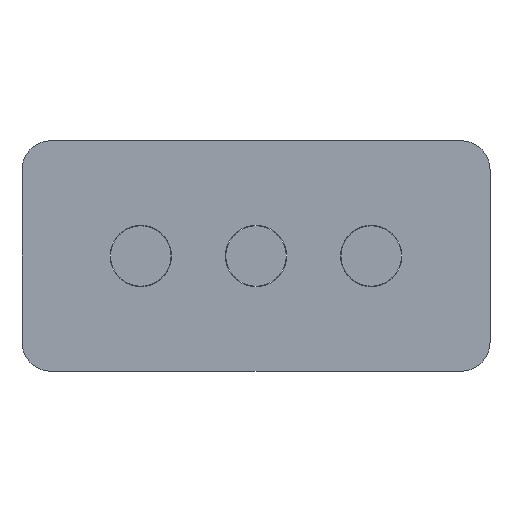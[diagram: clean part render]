
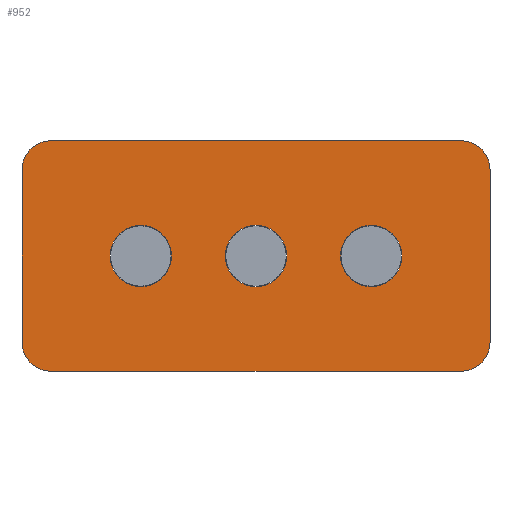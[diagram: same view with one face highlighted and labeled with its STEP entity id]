
A CAD part, left-side view. The second image highlights one B-rep face of the part: STEP entity #952.
In plain terms, the highlighted planar face has unit normal (-1, 0, 0).
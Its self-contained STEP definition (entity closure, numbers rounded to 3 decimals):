
#209=CARTESIAN_POINT('',(0.,-142.5,60.));
#210=DIRECTION('',(-1.,0.,0.));
#211=DIRECTION('',(0.,-1.,0.));
#212=AXIS2_PLACEMENT_3D('',#209,#210,#211);
#214=DIRECTION('',(0.,0.,-1.));
#215=VECTOR('',#214,120.);
#216=CARTESIAN_POINT('',(0.,-162.5,60.));
#217=LINE('',#216,#215);
#218=CARTESIAN_POINT('',(0.,-142.5,-60.));
#219=DIRECTION('',(-1.,0.,0.));
#220=DIRECTION('',(0.,0.,-1.));
#221=AXIS2_PLACEMENT_3D('',#218,#219,#220);
#223=DIRECTION('',(0.,1.,0.));
#224=VECTOR('',#223,285.);
#225=CARTESIAN_POINT('',(0.,-142.5,-80.));
#226=LINE('',#225,#224);
#227=CARTESIAN_POINT('',(0.,142.5,-60.));
#228=DIRECTION('',(-1.,0.,0.));
#229=DIRECTION('',(0.,1.,0.));
#230=AXIS2_PLACEMENT_3D('',#227,#228,#229);
#232=DIRECTION('',(0.,0.,1.));
#233=VECTOR('',#232,120.);
#234=CARTESIAN_POINT('',(0.,162.5,-60.));
#235=LINE('',#234,#233);
#236=CARTESIAN_POINT('',(0.,142.5,60.));
#237=DIRECTION('',(-1.,0.,0.));
#238=DIRECTION('',(0.,0.,1.));
#239=AXIS2_PLACEMENT_3D('',#236,#237,#238);
#241=DIRECTION('',(0.,-1.,0.));
#242=VECTOR('',#241,285.);
#243=CARTESIAN_POINT('',(0.,142.5,80.));
#244=LINE('',#243,#242);
#245=CARTESIAN_POINT('',(0.,80.,0.));
#246=DIRECTION('',(1.,0.,0.));
#247=DIRECTION('',(0.,0.,-1.));
#248=AXIS2_PLACEMENT_3D('',#245,#246,#247);
#250=CARTESIAN_POINT('',(0.,80.,0.));
#251=DIRECTION('',(1.,0.,0.));
#252=DIRECTION('',(0.,0.,1.));
#253=AXIS2_PLACEMENT_3D('',#250,#251,#252);
#255=CARTESIAN_POINT('',(0.,-80.,0.));
#256=DIRECTION('',(1.,0.,0.));
#257=DIRECTION('',(0.,0.,-1.));
#258=AXIS2_PLACEMENT_3D('',#255,#256,#257);
#260=CARTESIAN_POINT('',(0.,-80.,0.));
#261=DIRECTION('',(1.,0.,0.));
#262=DIRECTION('',(0.,0.,1.));
#263=AXIS2_PLACEMENT_3D('',#260,#261,#262);
#265=CARTESIAN_POINT('',(0.,0.,0.));
#266=DIRECTION('',(1.,0.,0.));
#267=DIRECTION('',(0.,0.,-1.));
#268=AXIS2_PLACEMENT_3D('',#265,#266,#267);
#270=CARTESIAN_POINT('',(0.,0.,0.));
#271=DIRECTION('',(1.,0.,0.));
#272=DIRECTION('',(0.,0.,1.));
#273=AXIS2_PLACEMENT_3D('',#270,#271,#272);
#521=CARTESIAN_POINT('',(0.,162.5,-60.));
#522=CARTESIAN_POINT('',(0.,142.5,-80.));
#523=VERTEX_POINT('',#521);
#524=VERTEX_POINT('',#522);
#525=CARTESIAN_POINT('',(0.,142.5,80.));
#526=CARTESIAN_POINT('',(0.,162.5,60.));
#527=VERTEX_POINT('',#525);
#528=VERTEX_POINT('',#526);
#529=CARTESIAN_POINT('',(0.,-162.5,60.));
#530=CARTESIAN_POINT('',(0.,-142.5,80.));
#531=VERTEX_POINT('',#529);
#532=VERTEX_POINT('',#530);
#533=CARTESIAN_POINT('',(0.,-142.5,-80.));
#534=CARTESIAN_POINT('',(0.,-162.5,-60.));
#535=VERTEX_POINT('',#533);
#536=VERTEX_POINT('',#534);
#569=CARTESIAN_POINT('',(0.,80.,-21.25));
#570=CARTESIAN_POINT('',(0.,80.,21.25));
#571=VERTEX_POINT('',#569);
#572=VERTEX_POINT('',#570);
#573=CARTESIAN_POINT('',(0.,-80.,-21.25));
#574=CARTESIAN_POINT('',(0.,-80.,21.25));
#575=VERTEX_POINT('',#573);
#576=VERTEX_POINT('',#574);
#649=CARTESIAN_POINT('',(0.,0.,-21.25));
#650=CARTESIAN_POINT('',(0.,0.,21.25));
#651=VERTEX_POINT('',#649);
#652=VERTEX_POINT('',#650);
#912=CARTESIAN_POINT('',(0.,0.,0.));
#913=DIRECTION('',(1.,0.,0.));
#914=DIRECTION('',(0.,0.,-1.));
#915=AXIS2_PLACEMENT_3D('',#912,#913,#914);
#916=PLANE('',#915);
#918=ORIENTED_EDGE('',*,*,#917,.F.);
#920=ORIENTED_EDGE('',*,*,#919,.T.);
#922=ORIENTED_EDGE('',*,*,#921,.F.);
#924=ORIENTED_EDGE('',*,*,#923,.T.);
#926=ORIENTED_EDGE('',*,*,#925,.F.);
#928=ORIENTED_EDGE('',*,*,#927,.T.);
#930=ORIENTED_EDGE('',*,*,#929,.F.);
#932=ORIENTED_EDGE('',*,*,#931,.T.);
#933=EDGE_LOOP('',(#918,#920,#922,#924,#926,#928,#930,#932));
#934=FACE_OUTER_BOUND('',#933,.F.);
#935=ORIENTED_EDGE('',*,*,#902,.F.);
#937=ORIENTED_EDGE('',*,*,#936,.F.);
#938=EDGE_LOOP('',(#935,#937));
#939=FACE_BOUND('',#938,.F.);
#941=ORIENTED_EDGE('',*,*,#940,.F.);
#943=ORIENTED_EDGE('',*,*,#942,.F.);
#944=EDGE_LOOP('',(#941,#943));
#945=FACE_BOUND('',#944,.F.);
#947=ORIENTED_EDGE('',*,*,#946,.F.);
#949=ORIENTED_EDGE('',*,*,#948,.F.);
#950=EDGE_LOOP('',(#947,#949));
#951=FACE_BOUND('',#950,.F.);
#952=ADVANCED_FACE('',(#934,#939,#945,#951),#916,.F.);
#213=CIRCLE('',#212,20.);
#222=CIRCLE('',#221,20.);
#231=CIRCLE('',#230,20.);
#240=CIRCLE('',#239,20.);
#249=CIRCLE('',#248,21.25);
#254=CIRCLE('',#253,21.25);
#259=CIRCLE('',#258,21.25);
#264=CIRCLE('',#263,21.25);
#269=CIRCLE('',#268,21.25);
#274=CIRCLE('',#273,21.25);
#902=EDGE_CURVE('',#571,#572,#249,.T.);
#917=EDGE_CURVE('',#531,#532,#213,.T.);
#919=EDGE_CURVE('',#531,#536,#217,.T.);
#921=EDGE_CURVE('',#535,#536,#222,.T.);
#923=EDGE_CURVE('',#535,#524,#226,.T.);
#925=EDGE_CURVE('',#523,#524,#231,.T.);
#927=EDGE_CURVE('',#523,#528,#235,.T.);
#929=EDGE_CURVE('',#527,#528,#240,.T.);
#931=EDGE_CURVE('',#527,#532,#244,.T.);
#936=EDGE_CURVE('',#572,#571,#254,.T.);
#940=EDGE_CURVE('',#575,#576,#259,.T.);
#942=EDGE_CURVE('',#576,#575,#264,.T.);
#946=EDGE_CURVE('',#651,#652,#269,.T.);
#948=EDGE_CURVE('',#652,#651,#274,.T.);
